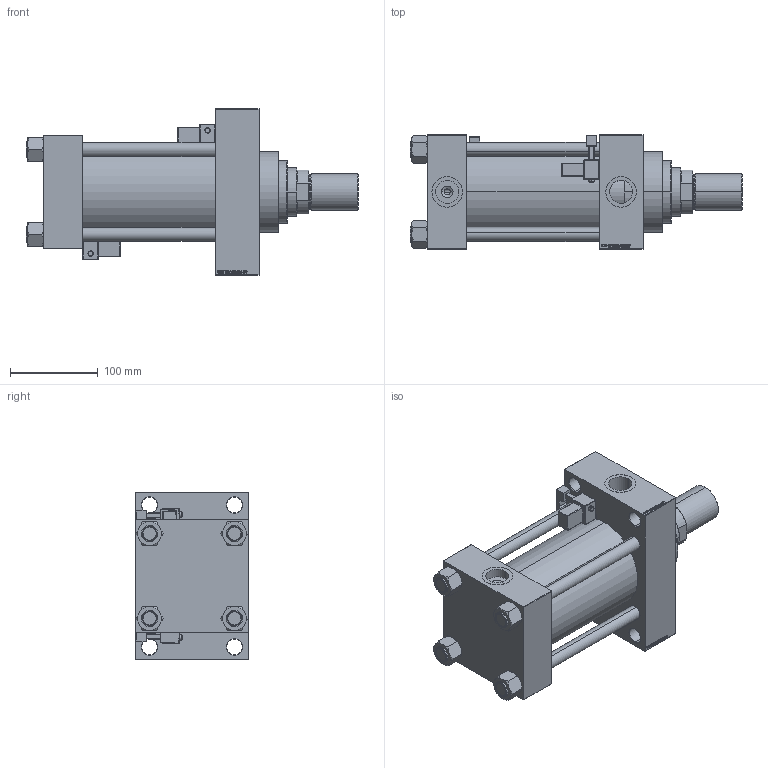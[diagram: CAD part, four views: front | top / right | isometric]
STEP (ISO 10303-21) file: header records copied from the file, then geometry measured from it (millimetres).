
FILE_DESCRIPTION (( 'STEP AP203' ), '1' );
FILE_NAME ('78be.STEP', '2022-04-14T12:57:27', ( '' ), ( '' ), 'SwSTEP 2.0', 'SolidWorks 2019', '' );
FILE_SCHEMA (( 'CONFIG_CONTROL_DESIGN' ));
Length unit declared in the file: millimetre
Products named in the file (8): V215CR_MSU 900ab1b4d1b22e1d41b847fae0b541f9; NUT_M5_D 900ab1b4d1b22e1d41b847fae0b541f9; V215CR_VCP_D 900ab1b4d1b22e1d41b847fae0b541f9; ROD_END_AH 900ab1b4d1b22e1d41b847fae0b541f9; V215CR_D_TYCINKA 900ab1b4d1b22e1d41b847fae0b541f9; 78be; V215_VC_A 900ab1b4d1b22e1d41b847fae0b541f9; V215CR_D_Body 900ab1b4d1b22e1d41b847fae0b541f9
Assembly tree (14 placements, depth 2):
  78be
    V215CR_D_Body 900ab1b4d1b22e1d41b847fae0b541f9
    V215CR_VCP_D 900ab1b4d1b22e1d41b847fae0b541f9
    NUT_M5_D 900ab1b4d1b22e1d41b847fae0b541f9  x4
    V215CR_D_TYCINKA 900ab1b4d1b22e1d41b847fae0b541f9  x4
    V215_VC_A 900ab1b4d1b22e1d41b847fae0b541f9
    ROD_END_AH 900ab1b4d1b22e1d41b847fae0b541f9
    V215CR_MSU 900ab1b4d1b22e1d41b847fae0b541f9  x2
Bounding box: 379 x 130 x 190 mm (x, y, z)
Volume: 3085450.9 mm3; surface area: 466869.6 mm2
Topology: 14 solids, 14 shells, 1327 faces, 3311 edges, 2111 vertices
Faces by surface type: plane 609, bspline 368, cylinder 156, cone 148, sphere 24, torus 22
Entity records: 50632 total; most frequent: CARTESIAN_POINT 25665, ORIENTED_EDGE 5504, DIRECTION 3776, EDGE_CURVE 2752, VERTEX_POINT 1793, VECTOR 1640, LINE 1640, EDGE_LOOP 1233
